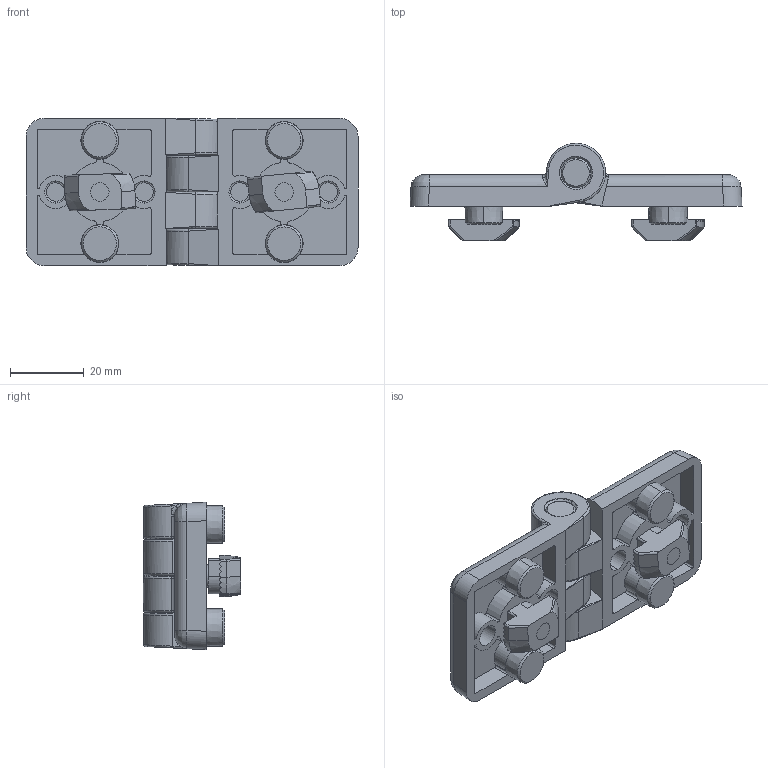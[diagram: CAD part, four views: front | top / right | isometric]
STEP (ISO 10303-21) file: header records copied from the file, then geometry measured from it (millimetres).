
FILE_DESCRIPTION (( 'STEP AP214' ), '1' );
FILE_NAME ('095ks4545f10s03.STEP', '2014-09-01T08:44:07', ( '' ), ( '' ), 'SwSTEP 2.0', 'SolidWorks 2014', '' );
FILE_SCHEMA (( 'AUTOMOTIVE_DESIGN' ));
Length unit declared in the file: inch
Products named in the file (1): 095ks4545f10s03
Bounding box: 90.1 x 26.35 x 40.01 mm (x, y, z)
Volume: 29446.7 mm3; surface area: 20300.5 mm2
Topology: 11 solids, 11 shells, 625 faces, 1631 edges, 1049 vertices
Faces by surface type: cylinder 294, plane 185, bspline 84, cone 62
Entity records: 31452 total; most frequent: CARTESIAN_POINT 8403, ORIENTED_EDGE 3258, DIRECTION 2944, EDGE_CURVE 1629, AXIS2_PLACEMENT_3D 1120, VERTEX_POINT 1049, LINE 704, VECTOR 704
